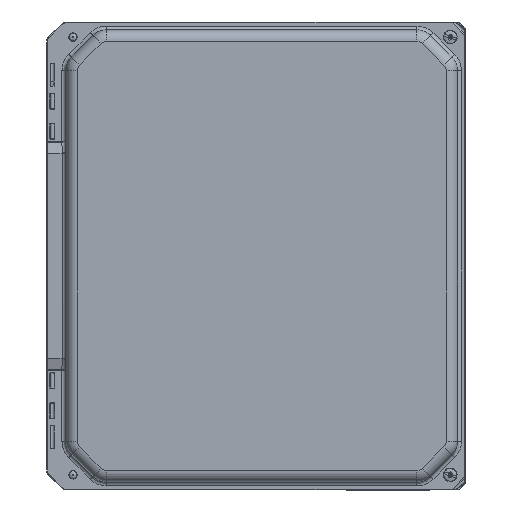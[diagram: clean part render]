
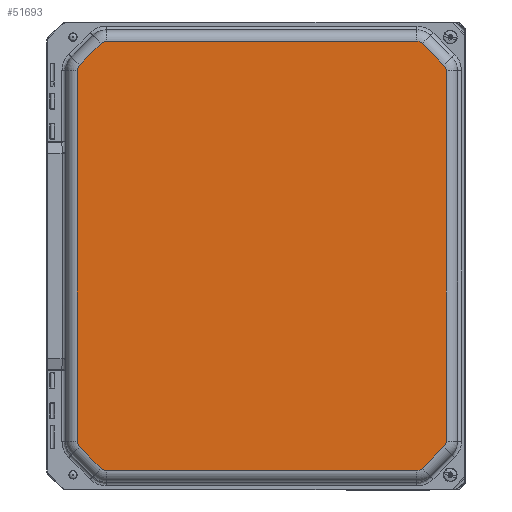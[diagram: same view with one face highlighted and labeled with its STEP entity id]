
A CAD part, top view. The second image highlights one B-rep face of the part: STEP entity #51693.
In plain terms, the highlighted planar face has unit normal (0, 0, 1).
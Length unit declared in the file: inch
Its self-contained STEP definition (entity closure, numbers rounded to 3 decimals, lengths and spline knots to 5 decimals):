
#156 = PLANE ( 'NONE',  #94557 ) ;
#2264 = DIRECTION ( 'NONE',  ( 0., 0., 1. ) ) ;
#2563 = AXIS2_PLACEMENT_3D ( 'NONE', #89377, #88550, #60314 ) ;
#3007 = CARTESIAN_POINT ( 'NONE',  ( 6.10336, 6.13596, 6.343 ) ) ;
#4125 = VECTOR ( 'NONE', #118981, 39.37008 ) ;
#4375 = VERTEX_POINT ( 'NONE', #99973 ) ;
#5343 = AXIS2_PLACEMENT_3D ( 'NONE', #12364, #2264, #116409 ) ;
#6420 = EDGE_CURVE ( 'NONE', #55306, #114750, #51828, .T. ) ;
#7262 = CIRCLE ( 'NONE', #85826, 0.25386 ) ;
#7837 = VECTOR ( 'NONE', #87159, 39.37008 ) ;
#9603 = VERTEX_POINT ( 'NONE', #54643 ) ;
#10337 = CARTESIAN_POINT ( 'NONE',  ( -6.031, -6.31367, 6.343 ) ) ;
#11332 = DIRECTION ( 'NONE',  ( 0., 0., 1. ) ) ;
#11554 = CARTESIAN_POINT ( 'NONE',  ( -5.13506, -6.8506, 6.343 ) ) ;
#11686 = CARTESIAN_POINT ( 'NONE',  ( -0.001, 7.10625, 6.343 ) ) ;
#12364 = CARTESIAN_POINT ( 'NONE',  ( -5.8515, -6.13416, 6.343 ) ) ;
#12730 = DIRECTION ( 'NONE',  ( -0.707, -0.707, 0. ) ) ;
#13204 = CARTESIAN_POINT ( 'NONE',  ( -6.10536, -6.13416, 6.343 ) ) ;
#14263 = DIRECTION ( 'NONE',  ( -1., 0., 0. ) ) ;
#15264 = EDGE_CURVE ( 'NONE', #102397, #47543, #123137, .T. ) ;
#15315 = CIRCLE ( 'NONE', #18056, 0.25386 ) ;
#15885 = DIRECTION ( 'NONE',  ( 0., -1., 0. ) ) ;
#16021 = CARTESIAN_POINT ( 'NONE',  ( 5.31256, -7.03011, 6.343 ) ) ;
#17080 = FACE_OUTER_BOUND ( 'NONE', #78884, .T. ) ;
#17248 = VERTEX_POINT ( 'NONE', #28490 ) ;
#17945 = ORIENTED_EDGE ( 'NONE', *, *, #123601, .T. ) ;
#18056 = AXIS2_PLACEMENT_3D ( 'NONE', #100883, #121947, #15885 ) ;
#20520 = CARTESIAN_POINT ( 'NONE',  ( 5.8495, 6.13596, 6.343 ) ) ;
#20820 = DIRECTION ( 'NONE',  ( 0., -1., 0. ) ) ;
#21061 = ORIENTED_EDGE ( 'NONE', *, *, #89390, .T. ) ;
#21552 = CARTESIAN_POINT ( 'NONE',  ( -5.31456, 7.0319, 6.343 ) ) ;
#22215 = EDGE_CURVE ( 'NONE', #113887, #55306, #58339, .T. ) ;
#23011 = VERTEX_POINT ( 'NONE', #34791 ) ;
#24628 = DIRECTION ( 'NONE',  ( 0., -1., 0. ) ) ;
#26759 = ORIENTED_EDGE ( 'NONE', *, *, #15264, .T. ) ;
#26880 = CARTESIAN_POINT ( 'NONE',  ( -0.001, -7.10446, 6.343 ) ) ;
#27434 = VECTOR ( 'NONE', #124114, 39.37008 ) ;
#28490 = CARTESIAN_POINT ( 'NONE',  ( 5.13306, -7.10446, 6.343 ) ) ;
#29136 = VECTOR ( 'NONE', #81585, 39.37008 ) ;
#31048 = ORIENTED_EDGE ( 'NONE', *, *, #6420, .T. ) ;
#31684 = CIRCLE ( 'NONE', #63658, 0.25386 ) ;
#33103 = CARTESIAN_POINT ( 'NONE',  ( -6.031, -6.31367, 6.343 ) ) ;
#33422 = LINE ( 'NONE', #115806, #7837 ) ;
#34209 = VECTOR ( 'NONE', #111167, 39.37008 ) ;
#34791 = CARTESIAN_POINT ( 'NONE',  ( -6.10536, 6.13596, 6.343 ) ) ;
#36312 = CARTESIAN_POINT ( 'NONE',  ( -5.31456, -7.03011, 6.343 ) ) ;
#36653 = VECTOR ( 'NONE', #12730, 39.37008 ) ;
#40715 = AXIS2_PLACEMENT_3D ( 'NONE', #44796, #74298, #24628 ) ;
#40820 = EDGE_CURVE ( 'NONE', #72617, #23011, #7262, .T. ) ;
#42791 = CARTESIAN_POINT ( 'NONE',  ( 6.029, -6.31367, 6.343 ) ) ;
#42904 = EDGE_CURVE ( 'NONE', #47543, #116345, #114785, .T. ) ;
#44796 = CARTESIAN_POINT ( 'NONE',  ( 5.13306, 6.8524, 6.343 ) ) ;
#47543 = VERTEX_POINT ( 'NONE', #33103 ) ;
#49915 = ORIENTED_EDGE ( 'NONE', *, *, #55671, .T. ) ;
#49942 = AXIS2_PLACEMENT_3D ( 'NONE', #20520, #96309, #68578 ) ;
#51693 = ADVANCED_FACE ( 'NONE', ( #17080 ), #156, .T. ) ;
#51828 = CIRCLE ( 'NONE', #2563, 0.25386 ) ;
#53704 = EDGE_CURVE ( 'NONE', #114750, #72617, #68374, .T. ) ;
#54329 = ORIENTED_EDGE ( 'NONE', *, *, #53704, .T. ) ;
#54643 = CARTESIAN_POINT ( 'NONE',  ( 5.31256, -7.03011, 6.343 ) ) ;
#54696 = VERTEX_POINT ( 'NONE', #3007 ) ;
#54994 = DIRECTION ( 'NONE',  ( 0., 0., 1. ) ) ;
#55226 = CARTESIAN_POINT ( 'NONE',  ( -6.031, 6.31546, 6.343 ) ) ;
#55306 = VERTEX_POINT ( 'NONE', #90056 ) ;
#55671 = EDGE_CURVE ( 'NONE', #60433, #121333, #73531, .T. ) ;
#58339 = LINE ( 'NONE', #11686, #119900 ) ;
#58387 = DIRECTION ( 'NONE',  ( 0., 0., 1. ) ) ;
#58865 = ORIENTED_EDGE ( 'NONE', *, *, #59270, .T. ) ;
#59098 = CARTESIAN_POINT ( 'NONE',  ( -5.31456, 7.0319, 6.343 ) ) ;
#59270 = EDGE_CURVE ( 'NONE', #67259, #4375, #15315, .T. ) ;
#60314 = DIRECTION ( 'NONE',  ( 1., 0., 0. ) ) ;
#60433 = VERTEX_POINT ( 'NONE', #67199 ) ;
#62263 = ORIENTED_EDGE ( 'NONE', *, *, #112001, .T. ) ;
#63658 = AXIS2_PLACEMENT_3D ( 'NONE', #11554, #58387, #20820 ) ;
#64923 = EDGE_CURVE ( 'NONE', #9603, #67259, #103607, .T. ) ;
#66683 = DIRECTION ( 'NONE',  ( 1., 0., 0. ) ) ;
#67199 = CARTESIAN_POINT ( 'NONE',  ( 6.029, 6.31546, 6.343 ) ) ;
#67259 = VERTEX_POINT ( 'NONE', #42791 ) ;
#67516 = CARTESIAN_POINT ( 'NONE',  ( -0.001, 0.0009, 6.343 ) ) ;
#68374 = LINE ( 'NONE', #21552, #36653 ) ;
#68578 = DIRECTION ( 'NONE',  ( 1., 0., 0. ) ) ;
#69150 = ORIENTED_EDGE ( 'NONE', *, *, #40820, .T. ) ;
#70028 = VERTEX_POINT ( 'NONE', #85482 ) ;
#70496 = AXIS2_PLACEMENT_3D ( 'NONE', #102963, #54994, #74324 ) ;
#71913 = CARTESIAN_POINT ( 'NONE',  ( -6.10536, 0.0009, 6.343 ) ) ;
#72617 = VERTEX_POINT ( 'NONE', #55226 ) ;
#73065 = EDGE_CURVE ( 'NONE', #23011, #102397, #122543, .T. ) ;
#73531 = LINE ( 'NONE', #100818, #4125 ) ;
#74298 = DIRECTION ( 'NONE',  ( 0., 0., 1. ) ) ;
#74324 = DIRECTION ( 'NONE',  ( 0., -1., 0. ) ) ;
#74332 = EDGE_CURVE ( 'NONE', #4375, #54696, #33422, .T. ) ;
#75578 = LINE ( 'NONE', #26880, #27434 ) ;
#76306 = DIRECTION ( 'NONE',  ( 0., 0., 1. ) ) ;
#77955 = EDGE_CURVE ( 'NONE', #116345, #70028, #31684, .T. ) ;
#78884 = EDGE_LOOP ( 'NONE', ( #26759, #122929, #106251, #62263, #21061, #117003, #58865, #88667, #17945, #49915, #121819, #98659, #31048, #54329, #69150, #95971 ) ) ;
#79906 = CARTESIAN_POINT ( 'NONE',  ( -5.8515, 6.13596, 6.343 ) ) ;
#80507 = CIRCLE ( 'NONE', #49942, 0.25386 ) ;
#81585 = DIRECTION ( 'NONE',  ( 0., -1., 0. ) ) ;
#85482 = CARTESIAN_POINT ( 'NONE',  ( -5.13506, -7.10446, 6.343 ) ) ;
#85826 = AXIS2_PLACEMENT_3D ( 'NONE', #79906, #11332, #98031 ) ;
#87159 = DIRECTION ( 'NONE',  ( 0., 1., 0. ) ) ;
#88550 = DIRECTION ( 'NONE',  ( 0., 0., 1. ) ) ;
#88667 = ORIENTED_EDGE ( 'NONE', *, *, #74332, .T. ) ;
#89377 = CARTESIAN_POINT ( 'NONE',  ( -5.13506, 6.8524, 6.343 ) ) ;
#89390 = EDGE_CURVE ( 'NONE', #17248, #9603, #116718, .T. ) ;
#90056 = CARTESIAN_POINT ( 'NONE',  ( -5.13506, 7.10625, 6.343 ) ) ;
#94557 = AXIS2_PLACEMENT_3D ( 'NONE', #67516, #76306, #66683 ) ;
#95971 = ORIENTED_EDGE ( 'NONE', *, *, #73065, .T. ) ;
#96309 = DIRECTION ( 'NONE',  ( 0., 0., 1. ) ) ;
#97266 = CARTESIAN_POINT ( 'NONE',  ( 5.31256, 7.0319, 6.343 ) ) ;
#98031 = DIRECTION ( 'NONE',  ( 1., 0., 0. ) ) ;
#98659 = ORIENTED_EDGE ( 'NONE', *, *, #22215, .T. ) ;
#99973 = CARTESIAN_POINT ( 'NONE',  ( 6.10336, -6.13416, 6.343 ) ) ;
#100818 = CARTESIAN_POINT ( 'NONE',  ( 6.029, 6.31546, 6.343 ) ) ;
#100883 = CARTESIAN_POINT ( 'NONE',  ( 5.8495, -6.13416, 6.343 ) ) ;
#101465 = CIRCLE ( 'NONE', #40715, 0.25386 ) ;
#102131 = EDGE_CURVE ( 'NONE', #121333, #113887, #101465, .T. ) ;
#102397 = VERTEX_POINT ( 'NONE', #13204 ) ;
#102963 = CARTESIAN_POINT ( 'NONE',  ( 5.13306, -6.8506, 6.343 ) ) ;
#103607 = LINE ( 'NONE', #16021, #34209 ) ;
#106251 = ORIENTED_EDGE ( 'NONE', *, *, #77955, .T. ) ;
#106755 = DIRECTION ( 'NONE',  ( 0.707, -0.707, 0. ) ) ;
#111167 = DIRECTION ( 'NONE',  ( 0.707, 0.707, 0. ) ) ;
#112001 = EDGE_CURVE ( 'NONE', #70028, #17248, #75578, .T. ) ;
#113308 = VECTOR ( 'NONE', #106755, 39.37008 ) ;
#113887 = VERTEX_POINT ( 'NONE', #121620 ) ;
#114750 = VERTEX_POINT ( 'NONE', #59098 ) ;
#114785 = LINE ( 'NONE', #10337, #113308 ) ;
#115806 = CARTESIAN_POINT ( 'NONE',  ( 6.10336, 0.0009, 6.343 ) ) ;
#116345 = VERTEX_POINT ( 'NONE', #36312 ) ;
#116409 = DIRECTION ( 'NONE',  ( 1., 0., 0. ) ) ;
#116718 = CIRCLE ( 'NONE', #70496, 0.25386 ) ;
#117003 = ORIENTED_EDGE ( 'NONE', *, *, #64923, .T. ) ;
#118981 = DIRECTION ( 'NONE',  ( -0.707, 0.707, 0. ) ) ;
#119900 = VECTOR ( 'NONE', #14263, 39.37008 ) ;
#121333 = VERTEX_POINT ( 'NONE', #97266 ) ;
#121620 = CARTESIAN_POINT ( 'NONE',  ( 5.13306, 7.10625, 6.343 ) ) ;
#121819 = ORIENTED_EDGE ( 'NONE', *, *, #102131, .T. ) ;
#121947 = DIRECTION ( 'NONE',  ( 0., 0., 1. ) ) ;
#122543 = LINE ( 'NONE', #71913, #29136 ) ;
#122929 = ORIENTED_EDGE ( 'NONE', *, *, #42904, .T. ) ;
#123137 = CIRCLE ( 'NONE', #5343, 0.25386 ) ;
#123601 = EDGE_CURVE ( 'NONE', #54696, #60433, #80507, .T. ) ;
#124114 = DIRECTION ( 'NONE',  ( 1., 0., 0. ) ) ;
